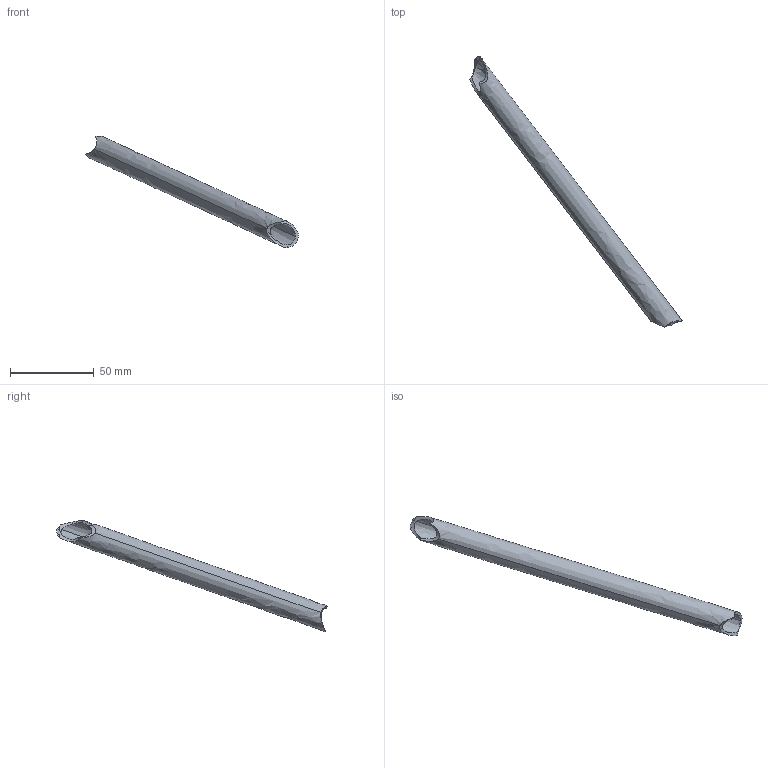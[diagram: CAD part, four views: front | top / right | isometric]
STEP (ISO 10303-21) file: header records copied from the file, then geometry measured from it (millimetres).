
FILE_DESCRIPTION(('CATIA V5 STEP Exchange'),'2;1');
FILE_NAME('40.stp','2018-12-01T18:13:05+00:00',('none'),('none'),'CATIA Version 5 Release 19 SP 2 (IN-10)','CATIA V5 STEP AP203','none');
FILE_SCHEMA(('CONFIG_CONTROL_DESIGN'));
Length unit declared in the file: millimetre
Products named in the file (1): Shape_788
Bounding box: 127.13 x 161.58 x 66.76 mm (x, y, z)
Volume: 12276.6 mm3; surface area: 16561.1 mm2
Topology: 1 solids, 1 shells, 15 faces, 45 edges, 30 vertices
Faces by surface type: cylinder 8, bspline 7
Entity records: 955 total; most frequent: CARTESIAN_POINT 640, ORIENTED_EDGE 90, EDGE_CURVE 45, B_SPLINE_CURVE_WITH_KNOTS 38, VERTEX_POINT 30, ADVANCED_FACE 15, EDGE_LOOP 15, FACE_OUTER_BOUND 15
